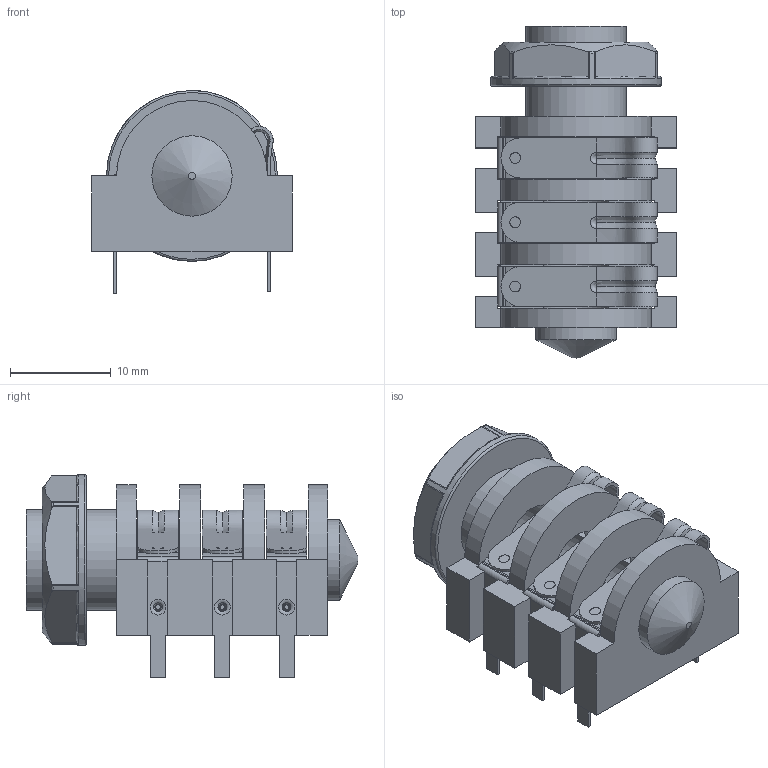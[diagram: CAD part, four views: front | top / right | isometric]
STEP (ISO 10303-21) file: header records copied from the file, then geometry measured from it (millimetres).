
FILE_DESCRIPTION(('STEP AP203'), '1');
FILE_NAME('Jack1_4', '2021-03-15T01:36:52', ('and5115'), (''), 'ASCON STEP Converter 1.6', 'ASCON Math Kernel', '');
FILE_SCHEMA(('CONFIG_CONTROL_DESIGN'));
Length unit declared in the file: millimetre
Assembly tree (8 placements, depth 2):
  (unnamed)
    (unnamed)
    (unnamed)
    (unnamed)  x3
    (unnamed)  x3
Bounding box: 20 x 33.03 x 20.2 mm (x, y, z)
Volume: 3578 mm3; surface area: 5245.8 mm2
Topology: 5 solids, 8 shells, 359 faces, 871 edges, 526 vertices
Faces by surface type: plane 207, cylinder 56, bspline 30, torus 25, revolution 24, cone 17
Full cylindrical faces by diameter (mm): 6.5 x1, 7.2 x1, 8 x1, 10 x2, 17 x1
Entity records: 14879 total; most frequent: CARTESIAN_POINT 8085, ORIENTED_EDGE 998, DIRECTION 901, EDGE_CURVE 500, VERTEX_POINT 322, LINE 309, VECTOR 309, AXIS2_PLACEMENT_3D 292
